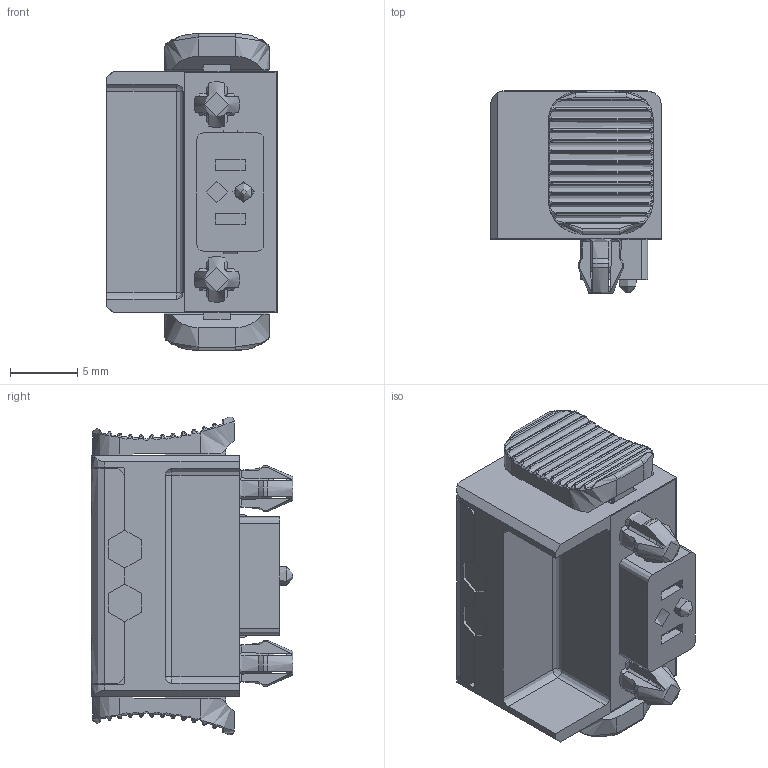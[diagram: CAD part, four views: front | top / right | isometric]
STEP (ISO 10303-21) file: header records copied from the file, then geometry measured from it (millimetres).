
FILE_DESCRIPTION(/* description */ (''),/* implementation_level */ '2;1');
FILE_NAME(/* name */ '21.02.212.113.2.step',/* time_stamp */ '2022-11-16T07:40:38+01:00',/* author */ (''),/* organization */ (''),/* preprocessor_version */ 'ST-DEVELOPER v19.2',/* originating_system */ 'Autodesk Translation Framework v11.17.0.187',/* authorisation */ '');
FILE_SCHEMA (('AUTOMOTIVE_DESIGN { 1 0 10303 214 3 1 1 }'));
Products named in the file (2): 20221116_MIC-KON 2polig_3D-Model; 21022121132
Assembly tree (1 placements, depth 2):
  20221116_MIC-KON 2polig_3D-Model
    21022121132
Bounding box: 12.7 x 15.02 x 23.65 mm (x, y, z)
Volume: 2323.2 mm3; surface area: 2153.4 mm2
Topology: 1 solids, 1 shells, 798 faces, 2141 edges, 1338 vertices
Faces by surface type: plane 291, cylinder 235, bspline 171, torus 64, cone 31, sphere 6
Full cylindrical faces by diameter (mm): 1.4 x1, 1.6 x2, 1.9 x2
Entity records: 48548 total; most frequent: CARTESIAN_POINT 29606, ORIENTED_EDGE 4278, DIRECTION 3607, EDGE_CURVE 2139, VERTEX_POINT 1338, AXIS2_PLACEMENT_3D 1266, LINE 1075, VECTOR 1075
